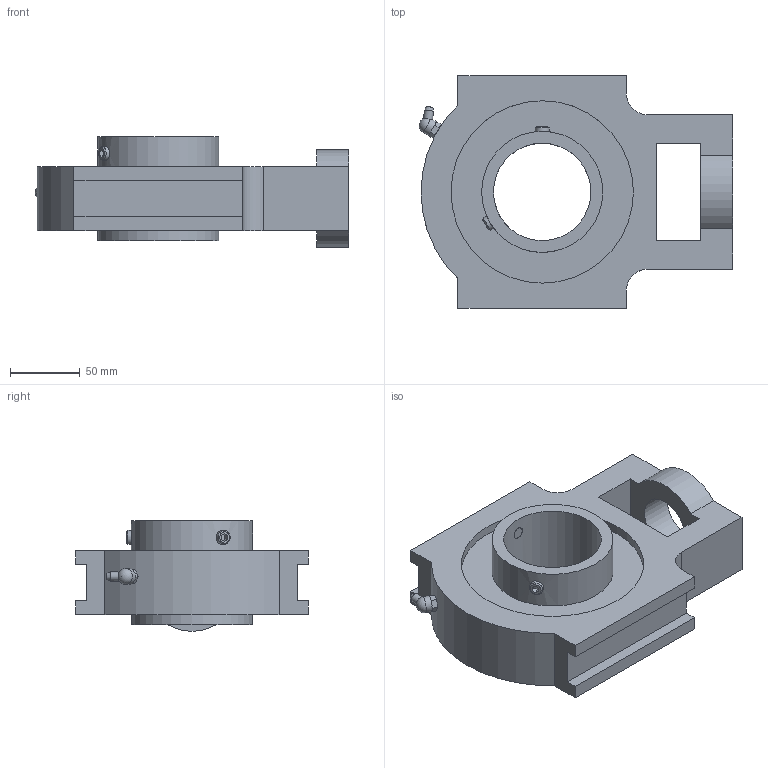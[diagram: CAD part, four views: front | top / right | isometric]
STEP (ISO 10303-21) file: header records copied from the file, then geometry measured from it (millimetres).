
FILE_DESCRIPTION( ( 'STEP AP203' ), '1' );
FILE_NAME( 'UCT214D1(70,D1).stp', '2019-08-08T07:46:22', ( '' ), ( '' ), ' ', 'PARTsolutions', ' ' );
FILE_SCHEMA( ( 'CONFIG_CONTROL_DESIGN' ) );
Length unit declared in the file: millimetre
Products named in the file (3): UCT214D1(70,D1); _UCT214D1UCT Housing; _GB-PF1/8GNUCT
Assembly tree (2 placements, depth 2):
  UCT214D1(70,D1)
    _UCT214D1UCT Housing
    _GB-PF1/8GNUCT
Bounding box: 225.43 x 167 x 79.4 mm (x, y, z)
Volume: 1053029.6 mm3; surface area: 132663.3 mm2
Topology: 2 solids, 2 shells, 88 faces, 216 edges, 139 vertices
Faces by surface type: plane 65, cylinder 17, cone 5, sphere 1
Full cylindrical faces by diameter (mm): 6.6 x1, 8.466 x2, 10 x2, 11.5 x1, 41 x1, 70 x1, 87 x2, 131 x2
Entity records: 2824 total; most frequent: CARTESIAN_POINT 712, DIRECTION 414, ORIENTED_EDGE 382, EDGE_CURVE 191, LINE 140, VECTOR 140, AXIS2_PLACEMENT_3D 137, VERTEX_POINT 133
